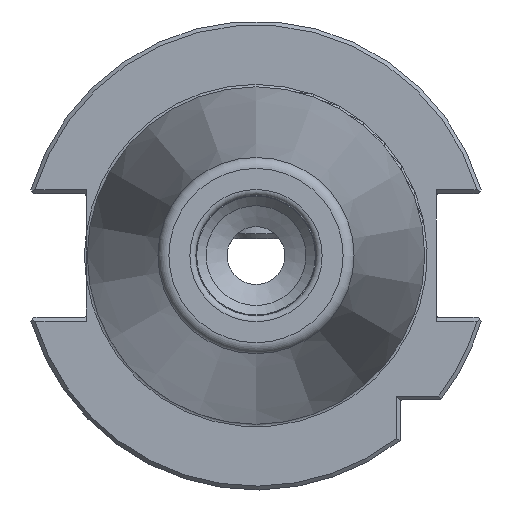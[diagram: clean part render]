
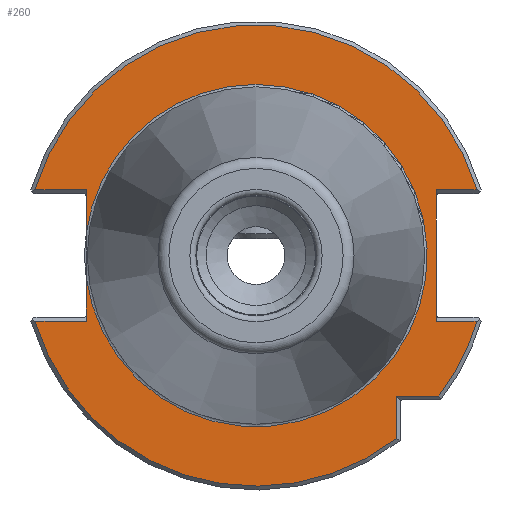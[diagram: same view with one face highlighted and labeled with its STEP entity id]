
A CAD part, left-side view. The second image highlights one B-rep face of the part: STEP entity #260.
In plain terms, the highlighted planar face has unit normal (-1, 0, 0).
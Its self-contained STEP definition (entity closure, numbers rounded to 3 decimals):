
#260 = ADVANCED_FACE( '', ( #593 ), #594, .T. );
#593 = FACE_OUTER_BOUND( '', #1001, .T. );
#594 = PLANE( '', #1002 );
#1001 = EDGE_LOOP( '', ( #1677, #1678, #1679, #1680, #1681, #1682, #1683, #1684, #1685, #1686, #1687, #1688, #1689 ) );
#1002 = AXIS2_PLACEMENT_3D( '', #1690, #1691, #1692 );
#1677 = ORIENTED_EDGE( '', *, *, #2473, .T. );
#1678 = ORIENTED_EDGE( '', *, *, #2457, .T. );
#1679 = ORIENTED_EDGE( '', *, *, #2474, .F. );
#1680 = ORIENTED_EDGE( '', *, *, #2386, .T. );
#1681 = ORIENTED_EDGE( '', *, *, #2314, .T. );
#1682 = ORIENTED_EDGE( '', *, *, #2475, .T. );
#1683 = ORIENTED_EDGE( '', *, *, #2476, .F. );
#1684 = ORIENTED_EDGE( '', *, *, #2477, .F. );
#1685 = ORIENTED_EDGE( '', *, *, #2478, .F. );
#1686 = ORIENTED_EDGE( '', *, *, #2479, .T. );
#1687 = ORIENTED_EDGE( '', *, *, #2235, .T. );
#1688 = ORIENTED_EDGE( '', *, *, #2339, .T. );
#1689 = ORIENTED_EDGE( '', *, *, #2480, .T. );
#1690 = CARTESIAN_POINT( '', ( 3.2, 0., 35.591 ) );
#1691 = DIRECTION( '', ( -1., 0., 0. ) );
#1692 = DIRECTION( '', ( 0., 0., 1. ) );
#2235 = EDGE_CURVE( '', #2632, #2630, #2633, .T. );
#2314 = EDGE_CURVE( '', #2767, #2765, #2768, .T. );
#2339 = EDGE_CURVE( '', #2630, #2807, #2809, .T. );
#2386 = EDGE_CURVE( '', #2882, #2767, #2883, .T. );
#2457 = EDGE_CURVE( '', #2992, #2997, #2999, .T. );
#2473 = EDGE_CURVE( '', #3017, #2992, #3018, .T. );
#2474 = EDGE_CURVE( '', #2882, #2997, #3019, .T. );
#2475 = EDGE_CURVE( '', #2765, #3020, #3021, .T. );
#2476 = EDGE_CURVE( '', #2760, #3020, #3022, .T. );
#2477 = EDGE_CURVE( '', #2759, #2760, #3023, .T. );
#2478 = EDGE_CURVE( '', #3024, #2759, #3025, .T. );
#2479 = EDGE_CURVE( '', #3024, #2632, #3026, .T. );
#2480 = EDGE_CURVE( '', #2807, #3017, #3027, .T. );
#2630 = VERTEX_POINT( '', #3205 );
#2632 = VERTEX_POINT( '', #3210 );
#2633 = CIRCLE( '', #3211, 47.95 );
#2759 = VERTEX_POINT( '', #3490 );
#2760 = VERTEX_POINT( '', #3491 );
#2765 = VERTEX_POINT( '', #3497 );
#2767 = VERTEX_POINT( '', #3502 );
#2768 = CIRCLE( '', #3503, 47.95 );
#2807 = VERTEX_POINT( '', #3574 );
#2809 = LINE( '', #3577, #3578 );
#2882 = VERTEX_POINT( '', #3686 );
#2883 = LINE( '', #3687, #3688 );
#2992 = VERTEX_POINT( '', #3939 );
#2997 = VERTEX_POINT( '', #3949 );
#2999 = LINE( '', #3952, #3953 );
#3017 = VERTEX_POINT( '', #3981 );
#3018 = CIRCLE( '', #3982, 47.95 );
#3019 = LINE( '', #3983, #3984 );
#3020 = VERTEX_POINT( '', #3985 );
#3021 = LINE( '', #3986, #3987 );
#3022 = LINE( '', #3988, #3989 );
#3023 = CIRCLE( '', #3990, 35.591 );
#3024 = VERTEX_POINT( '', #3991 );
#3025 = LINE( '', #3992, #3993 );
#3026 = LINE( '', #3994, #3995 );
#3027 = LINE( '', #3996, #3997 );
#3205 = CARTESIAN_POINT( '', ( 3.2, -29.2, -38.034 ) );
#3210 = CARTESIAN_POINT( '', ( 3.2, 45.966, -13.65 ) );
#3211 = AXIS2_PLACEMENT_3D( '', #4254, #4255, #4256 );
#3490 = CARTESIAN_POINT( '', ( 3.2, 35.3, -4.543 ) );
#3491 = CARTESIAN_POINT( '', ( 3.2, 35.3, 4.543 ) );
#3497 = CARTESIAN_POINT( '', ( 3.2, 45.966, 13.65 ) );
#3502 = CARTESIAN_POINT( '', ( 3.2, -45.966, 13.65 ) );
#3503 = AXIS2_PLACEMENT_3D( '', #4348, #4349, #4350 );
#3574 = CARTESIAN_POINT( '', ( 3.2, -29.2, -29.2 ) );
#3577 = CARTESIAN_POINT( '', ( 3.2, -29.2, -30. ) );
#3578 = VECTOR( '', #4378, 1000. );
#3686 = CARTESIAN_POINT( '', ( 3.2, -37.5, 13.65 ) );
#3687 = CARTESIAN_POINT( '', ( 3.2, -47.181, 13.65 ) );
#3688 = VECTOR( '', #4438, 1000. );
#3939 = CARTESIAN_POINT( '', ( 3.2, -45.966, -13.65 ) );
#3949 = CARTESIAN_POINT( '', ( 3.2, -37.5, -13.65 ) );
#3952 = CARTESIAN_POINT( '', ( 3.2, -37.5, -13.65 ) );
#3953 = VECTOR( '', #4522, 1000. );
#3981 = CARTESIAN_POINT( '', ( 3.2, -38.034, -29.2 ) );
#3982 = AXIS2_PLACEMENT_3D( '', #4533, #4534, #4535 );
#3983 = CARTESIAN_POINT( '', ( 3.2, -37.5, 12.85 ) );
#3984 = VECTOR( '', #4536, 1000. );
#3985 = CARTESIAN_POINT( '', ( 3.2, 35.3, 13.65 ) );
#3986 = CARTESIAN_POINT( '', ( 3.2, 35.3, 13.65 ) );
#3987 = VECTOR( '', #4537, 1000. );
#3988 = CARTESIAN_POINT( '', ( 3.2, 35.3, -12.85 ) );
#3989 = VECTOR( '', #4538, 1000. );
#3990 = AXIS2_PLACEMENT_3D( '', #4539, #4540, #4541 );
#3991 = CARTESIAN_POINT( '', ( 3.2, 35.3, -13.65 ) );
#3992 = CARTESIAN_POINT( '', ( 3.2, 35.3, -12.85 ) );
#3993 = VECTOR( '', #4542, 1000. );
#3994 = CARTESIAN_POINT( '', ( 3.2, 47.181, -13.65 ) );
#3995 = VECTOR( '', #4543, 1000. );
#3996 = CARTESIAN_POINT( '', ( 3.2, -38.616, -29.2 ) );
#3997 = VECTOR( '', #4544, 1000. );
#4254 = CARTESIAN_POINT( '', ( 3.2, 0., 0. ) );
#4255 = DIRECTION( '', ( -1., 0., 0. ) );
#4256 = DIRECTION( '', ( 0., 0., 1. ) );
#4348 = CARTESIAN_POINT( '', ( 3.2, 0., 0. ) );
#4349 = DIRECTION( '', ( -1., 0., 0. ) );
#4350 = DIRECTION( '', ( 0., 0., 1. ) );
#4378 = DIRECTION( '', ( 0., 0., 1. ) );
#4438 = DIRECTION( '', ( 0., -1., 0. ) );
#4522 = DIRECTION( '', ( 0., 1., 0. ) );
#4533 = CARTESIAN_POINT( '', ( 3.2, 0., 0. ) );
#4534 = DIRECTION( '', ( -1., 0., 0. ) );
#4535 = DIRECTION( '', ( 0., 0., 1. ) );
#4536 = DIRECTION( '', ( 0., 0., -1. ) );
#4537 = DIRECTION( '', ( 0., -1., 0. ) );
#4538 = DIRECTION( '', ( 0., 0., 1. ) );
#4539 = CARTESIAN_POINT( '', ( 3.2, 0., 0. ) );
#4540 = DIRECTION( '', ( -1., 0., 0. ) );
#4541 = DIRECTION( '', ( 0., 0., 1. ) );
#4542 = DIRECTION( '', ( 0., 0., 1. ) );
#4543 = DIRECTION( '', ( 0., 1., 0. ) );
#4544 = DIRECTION( '', ( 0., -1., 0. ) );
